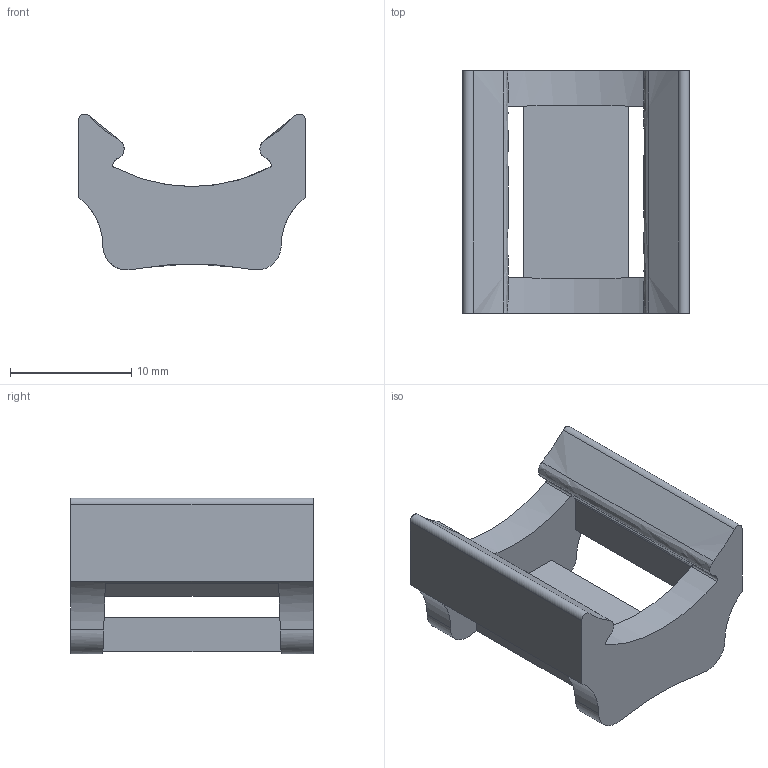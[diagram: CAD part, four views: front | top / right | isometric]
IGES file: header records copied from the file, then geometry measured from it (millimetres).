
Global section: file name: 623042; native system: Autodesk Inventor 2021; preprocessor: unknown; author: Spacek; date: 20201211.110935; units: millimetre
Bounding box: 18.7 x 20 x 12.85 mm (x, y, z)
Volume: 1674.9 mm3; surface area: 1732 mm2
Topology: 1 solids, 1 shells, 38 faces, 132 edges, 92 vertices
Faces by surface type: bspline 38
